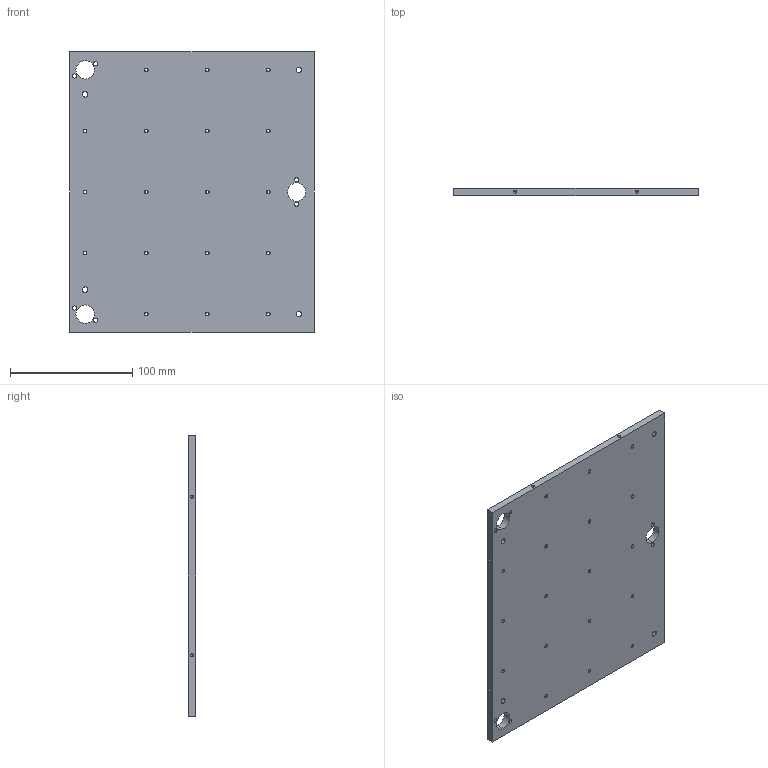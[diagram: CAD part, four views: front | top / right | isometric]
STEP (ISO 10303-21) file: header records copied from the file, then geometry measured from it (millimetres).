
FILE_DESCRIPTION((''),'2;1');
FILE_NAME('D014_BODENPLATTE','2014-11-17T',('slandis'),(''),'PRO/ENGINEER BY PARAMETRIC TECHNOLOGY CORPORATION, 2013050','PRO/ENGINEER BY PARAMETRIC TECHNOLOGY CORPORATION, 2013050','');
FILE_SCHEMA(('CONFIG_CONTROL_DESIGN'));
Length unit declared in the file: millimetre
Products named in the file (1): D014_BODENPLATTE
Bounding box: 200 x 6 x 230 mm (x, y, z)
Volume: 271205.2 mm3; surface area: 98654 mm2
Topology: 1 solids, 1 shells, 136 faces, 350 edges, 208 vertices
Faces by surface type: cylinder 78, cone 52, plane 6
Entity records: 4220 total; most frequent: DIRECTION 798, CARTESIAN_POINT 678, ORIENTED_EDGE 668, EDGE_CURVE 334, AXIS2_PLACEMENT_3D 328, VERTEX_POINT 208, EDGE_LOOP 206, CIRCLE 192
